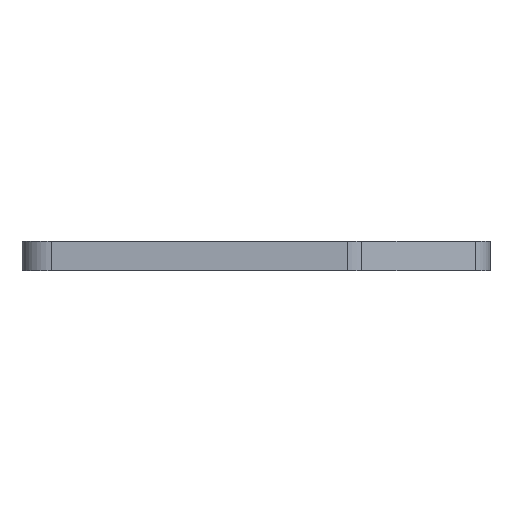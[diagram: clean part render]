
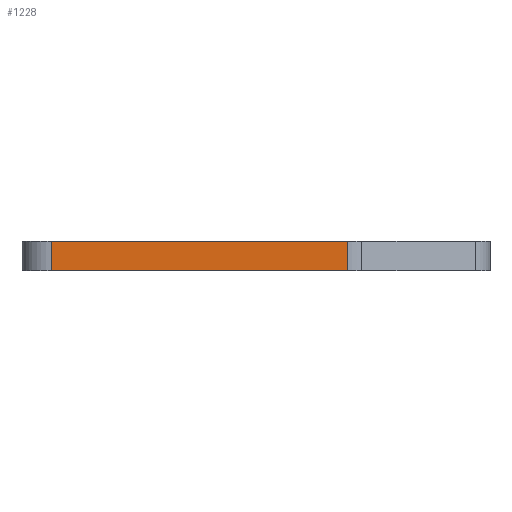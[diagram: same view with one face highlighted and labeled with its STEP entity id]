
A CAD part, left-side view. The second image highlights one B-rep face of the part: STEP entity #1228.
In plain terms, the highlighted planar face has unit normal (-1, 0, 0).
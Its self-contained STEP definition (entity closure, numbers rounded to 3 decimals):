
#1228=ADVANCED_FACE('',(#2397),#2399,.T.);
#2397=FACE_BOUND('',#2398,.T.);
#2398=EDGE_LOOP('',(#3256,#3257,#3258,#3259));
#2399=PLANE('',#2400);
#2400=AXIS2_PLACEMENT_3D('',#2401,#2402,#2403);
#2401=CARTESIAN_POINT('',(-67.5,32.,0.));
#2402=DIRECTION('',(-1.,0.,0.));
#2403=DIRECTION('',(0.,-1.,0.));
#3256=ORIENTED_EDGE('',*,*,#3885,.T.);
#3257=ORIENTED_EDGE('',*,*,#3886,.T.);
#3258=ORIENTED_EDGE('',*,*,#3500,.F.);
#3259=ORIENTED_EDGE('',*,*,#3884,.F.);
#3500=EDGE_CURVE('',#3961,#3963,#3964,.T.);
#3884=EDGE_CURVE('',#4601,#3961,#4603,.T.);
#3885=EDGE_CURVE('',#4601,#4604,#4605,.T.);
#3886=EDGE_CURVE('',#4604,#3963,#4606,.T.);
#3961=VERTEX_POINT('',#4746);
#3963=VERTEX_POINT('',#4751);
#3964=LINE('',#4752,#4753);
#4601=VERTEX_POINT('',#6283);
#4603=LINE('',#6288,#6289);
#4604=VERTEX_POINT('',#6291);
#4605=LINE('',#6292,#6293);
#4606=LINE('',#6295,#6296);
#4746=CARTESIAN_POINT('',(-67.5,32.,8.));
#4751=CARTESIAN_POINT('',(-67.5,-49.656,8.));
#4752=CARTESIAN_POINT('',(-67.5,32.,8.));
#4753=VECTOR('',#4754,1.);
#4754=DIRECTION('',(0.,-1.,0.));
#6283=CARTESIAN_POINT('',(-67.5,32.,0.));
#6288=CARTESIAN_POINT('',(-67.5,32.,0.));
#6289=VECTOR('',#6290,1.);
#6290=DIRECTION('',(0.,0.,1.));
#6291=CARTESIAN_POINT('',(-67.5,-49.656,0.));
#6292=CARTESIAN_POINT('',(-67.5,32.,0.));
#6293=VECTOR('',#6294,1.);
#6294=DIRECTION('',(0.,-1.,0.));
#6295=CARTESIAN_POINT('',(-67.5,-49.656,0.));
#6296=VECTOR('',#6297,1.);
#6297=DIRECTION('',(0.,0.,1.));
